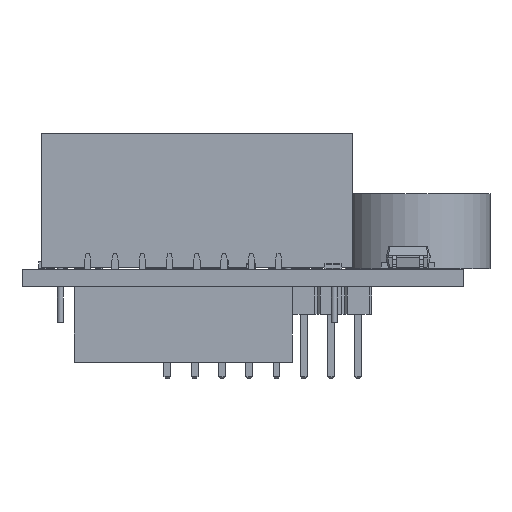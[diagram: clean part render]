
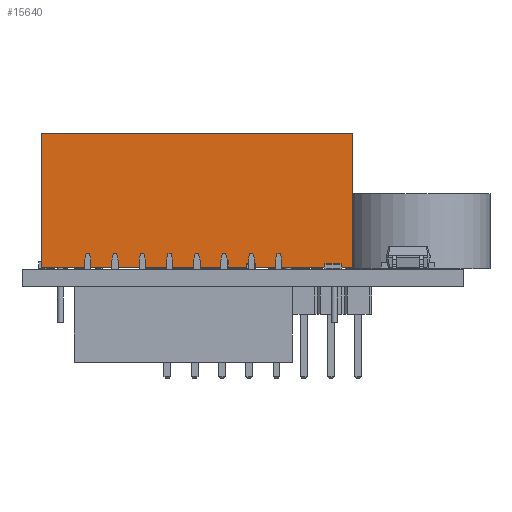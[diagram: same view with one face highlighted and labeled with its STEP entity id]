
A CAD part, front view. The second image highlights one B-rep face of the part: STEP entity #15640.
In plain terms, the highlighted face is planar.
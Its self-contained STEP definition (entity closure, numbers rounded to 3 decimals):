
#15640 = ADVANCED_FACE('',(#15641),#15675,.T.);
#15641 = FACE_BOUND('',#15642,.T.);
#15642 = EDGE_LOOP('',(#15643,#15653,#15661,#15669));
#15643 = ORIENTED_EDGE('',*,*,#15644,.T.);
#15644 = EDGE_CURVE('',#15645,#15647,#15649,.T.);
#15645 = VERTEX_POINT('',#15646);
#15646 = CARTESIAN_POINT('',(-1.75,3.11,0.1));
#15647 = VERTEX_POINT('',#15648);
#15648 = CARTESIAN_POINT('',(-1.75,3.11,12.6));
#15649 = LINE('',#15650,#15651);
#15650 = CARTESIAN_POINT('',(-1.75,3.11,0.1));
#15651 = VECTOR('',#15652,1.);
#15652 = DIRECTION('',(0.,0.,1.));
#15653 = ORIENTED_EDGE('',*,*,#15654,.T.);
#15654 = EDGE_CURVE('',#15647,#15655,#15657,.T.);
#15655 = VERTEX_POINT('',#15656);
#15656 = CARTESIAN_POINT('',(27.25,3.11,12.6));
#15657 = LINE('',#15658,#15659);
#15658 = CARTESIAN_POINT('',(-1.75,3.11,12.6));
#15659 = VECTOR('',#15660,1.);
#15660 = DIRECTION('',(1.,0.,0.));
#15661 = ORIENTED_EDGE('',*,*,#15662,.F.);
#15662 = EDGE_CURVE('',#15663,#15655,#15665,.T.);
#15663 = VERTEX_POINT('',#15664);
#15664 = CARTESIAN_POINT('',(27.25,3.11,0.1));
#15665 = LINE('',#15666,#15667);
#15666 = CARTESIAN_POINT('',(27.25,3.11,0.1));
#15667 = VECTOR('',#15668,1.);
#15668 = DIRECTION('',(0.,0.,1.));
#15669 = ORIENTED_EDGE('',*,*,#15670,.F.);
#15670 = EDGE_CURVE('',#15645,#15663,#15671,.T.);
#15671 = LINE('',#15672,#15673);
#15672 = CARTESIAN_POINT('',(-1.75,3.11,0.1));
#15673 = VECTOR('',#15674,1.);
#15674 = DIRECTION('',(1.,0.,0.));
#15675 = PLANE('',#15676);
#15676 = AXIS2_PLACEMENT_3D('',#15677,#15678,#15679);
#15677 = CARTESIAN_POINT('',(-1.75,3.11,0.1));
#15678 = DIRECTION('',(0.,1.,0.));
#15679 = DIRECTION('',(1.,0.,0.));
